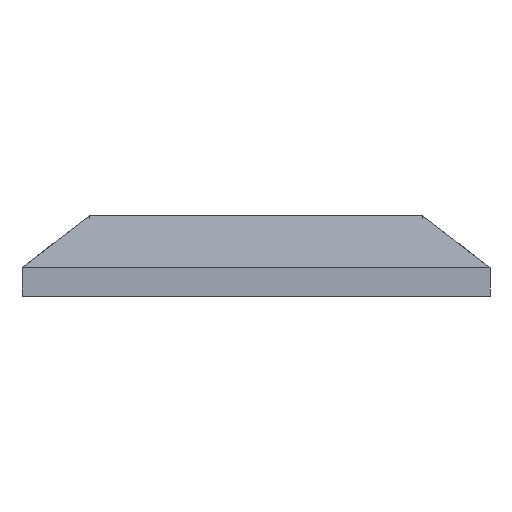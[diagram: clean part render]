
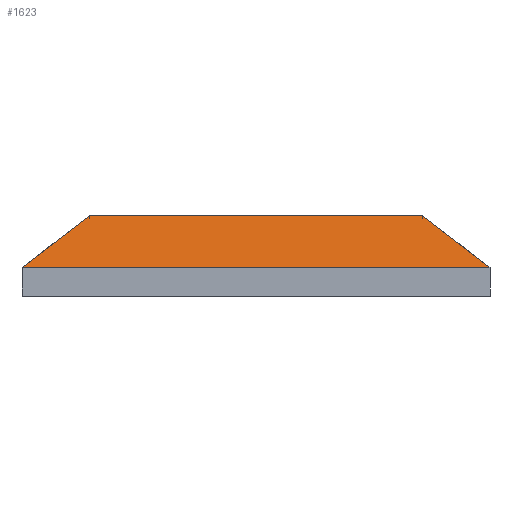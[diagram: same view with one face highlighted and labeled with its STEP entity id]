
A CAD part, front view. The second image highlights one B-rep face of the part: STEP entity #1623.
In plain terms, the highlighted planar face has unit normal (0, -0.508, 0.861).
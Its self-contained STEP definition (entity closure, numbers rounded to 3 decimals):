
#178 = LINE ( 'NONE', #265, #446 ) ;
#192 = VERTEX_POINT ( 'NONE', #482 ) ;
#227 = DIRECTION ( 'NONE',  ( 0.553, -0.718, -0.424 ) ) ;
#240 = CARTESIAN_POINT ( 'NONE',  ( -40.75, -182.25, 5. ) ) ;
#246 = ORIENTED_EDGE ( 'NONE', *, *, #1564, .T. ) ;
#247 = CARTESIAN_POINT ( 'NONE',  ( -13.583, -182.25, 5. ) ) ;
#251 = AXIS2_PLACEMENT_3D ( 'NONE', #1344, #1310, #1303 ) ;
#265 = CARTESIAN_POINT ( 'NONE',  ( 29., -167., 14. ) ) ;
#297 = ORIENTED_EDGE ( 'NONE', *, *, #1508, .F. ) ;
#400 = B_SPLINE_CURVE_WITH_KNOTS ( 'NONE', 3,
 ( #240, #247, #1685, #1673 ),
 .UNSPECIFIED., .F., .F.,
 ( 4, 4 ),
 ( 0., 1. ),
 .UNSPECIFIED. ) ;
#401 = LINE ( 'NONE', #1085, #1428 ) ;
#414 = CARTESIAN_POINT ( 'NONE',  ( 29., -167., 14. ) ) ;
#446 = VECTOR ( 'NONE', #227, 1000. ) ;
#482 = CARTESIAN_POINT ( 'NONE',  ( -40.75, -182.25, 5. ) ) ;
#637 = VERTEX_POINT ( 'NONE', #414 ) ;
#663 = FACE_OUTER_BOUND ( 'NONE', #783, .T. ) ;
#748 = CARTESIAN_POINT ( 'NONE',  ( -29., -167., 14. ) ) ;
#783 = EDGE_LOOP ( 'NONE', ( #246, #867, #297, #1502 ) ) ;
#867 = ORIENTED_EDGE ( 'NONE', *, *, #1596, .T. ) ;
#940 = VERTEX_POINT ( 'NONE', #748 ) ;
#962 = LINE ( 'NONE', #1759, #1468 ) ;
#1056 = DIRECTION ( 'NONE',  ( -1., 0., 0. ) ) ;
#1085 = CARTESIAN_POINT ( 'NONE',  ( -29., -167., 14. ) ) ;
#1303 = DIRECTION ( 'NONE',  ( 0., -0.861, -0.508 ) ) ;
#1310 = DIRECTION ( 'NONE',  ( 0., -0.508, 0.861 ) ) ;
#1344 = CARTESIAN_POINT ( 'NONE',  ( 0., -154.586, 21.326 ) ) ;
#1350 = PLANE ( 'NONE',  #251 ) ;
#1428 = VECTOR ( 'NONE', #1056, 1000. ) ;
#1444 = CARTESIAN_POINT ( 'NONE',  ( 40.75, -182.25, 5. ) ) ;
#1468 = VECTOR ( 'NONE', #1821, 1000. ) ;
#1502 = ORIENTED_EDGE ( 'NONE', *, *, #1664, .T. ) ;
#1508 = EDGE_CURVE ( 'NONE', #637, #1817, #178, .T. ) ;
#1564 = EDGE_CURVE ( 'NONE', #940, #192, #962, .T. ) ;
#1596 = EDGE_CURVE ( 'NONE', #192, #1817, #400, .T. ) ;
#1623 = ADVANCED_FACE ( 'NONE', ( #663 ), #1350, .T. ) ;
#1664 = EDGE_CURVE ( 'NONE', #637, #940, #401, .T. ) ;
#1673 = CARTESIAN_POINT ( 'NONE',  ( 40.75, -182.25, 5. ) ) ;
#1685 = CARTESIAN_POINT ( 'NONE',  ( 13.583, -182.25, 5. ) ) ;
#1759 = CARTESIAN_POINT ( 'NONE',  ( -29., -167., 14. ) ) ;
#1817 = VERTEX_POINT ( 'NONE', #1444 ) ;
#1821 = DIRECTION ( 'NONE',  ( -0.553, -0.718, -0.424 ) ) ;
